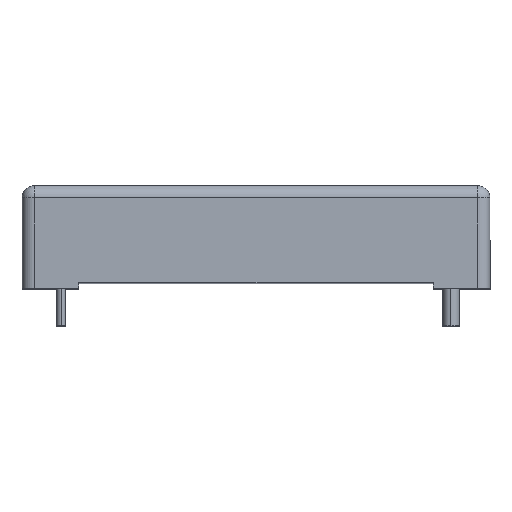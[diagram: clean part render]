
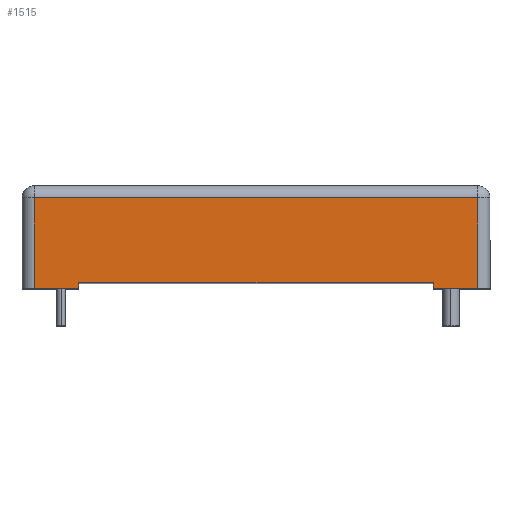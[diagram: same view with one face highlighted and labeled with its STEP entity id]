
A CAD part, top view. The second image highlights one B-rep face of the part: STEP entity #1515.
In plain terms, the highlighted planar face has unit normal (0, 0, 1).
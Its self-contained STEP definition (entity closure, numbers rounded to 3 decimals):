
#53 = EDGE_CURVE ( 'NONE', #2846, #243, #1419, .T. ) ;
#83 = VERTEX_POINT ( 'NONE', #2675 ) ;
#107 = CARTESIAN_POINT ( 'NONE',  ( 27.45, 11.2, 30.5 ) ) ;
#243 = VERTEX_POINT ( 'NONE', #107 ) ;
#312 = ORIENTED_EDGE ( 'NONE', *, *, #1778, .T. ) ;
#338 = VECTOR ( 'NONE', #653, 1000. ) ;
#347 = VECTOR ( 'NONE', #611, 1000. ) ;
#421 = PLANE ( 'NONE',  #1519 ) ;
#479 = CARTESIAN_POINT ( 'NONE',  ( -28.95, 0., 30.5 ) ) ;
#539 = VECTOR ( 'NONE', #1408, 1000. ) ;
#544 = VERTEX_POINT ( 'NONE', #2755 ) ;
#571 = EDGE_CURVE ( 'NONE', #2866, #83, #2281, .T. ) ;
#611 = DIRECTION ( 'NONE',  ( -1., 0., 0. ) ) ;
#623 = EDGE_CURVE ( 'NONE', #1403, #3024, #837, .T. ) ;
#630 = CARTESIAN_POINT ( 'NONE',  ( 21.95, 0.7, 30.5 ) ) ;
#653 = DIRECTION ( 'NONE',  ( 0., -1., 0. ) ) ;
#676 = ORIENTED_EDGE ( 'NONE', *, *, #53, .T. ) ;
#719 = CARTESIAN_POINT ( 'NONE',  ( -21.95, 0.7, 30.5 ) ) ;
#732 = LINE ( 'NONE', #1607, #2598 ) ;
#741 = VECTOR ( 'NONE', #1531, 1000. ) ;
#832 = CARTESIAN_POINT ( 'NONE',  ( -28.95, 0., 30.5 ) ) ;
#837 = LINE ( 'NONE', #1178, #539 ) ;
#888 = LINE ( 'NONE', #832, #741 ) ;
#912 = VECTOR ( 'NONE', #2329, 1000. ) ;
#1115 = VECTOR ( 'NONE', #2607, 1000. ) ;
#1178 = CARTESIAN_POINT ( 'NONE',  ( -21.95, 0.7, 30.5 ) ) ;
#1182 = EDGE_CURVE ( 'NONE', #2827, #1403, #1712, .T. ) ;
#1248 = ORIENTED_EDGE ( 'NONE', *, *, #1182, .F. ) ;
#1296 = CARTESIAN_POINT ( 'NONE',  ( -27.45, 11.2, 30.5 ) ) ;
#1319 = DIRECTION ( 'NONE',  ( -1., 0., 0. ) ) ;
#1377 = DIRECTION ( 'NONE',  ( 0., 0., -1. ) ) ;
#1403 = VERTEX_POINT ( 'NONE', #719 ) ;
#1408 = DIRECTION ( 'NONE',  ( 0., -1., 0. ) ) ;
#1419 = LINE ( 'NONE', #2393, #1581 ) ;
#1515 = ADVANCED_FACE ( 'NONE', ( #2774 ), #421, .F. ) ;
#1519 = AXIS2_PLACEMENT_3D ( 'NONE', #2077, #1377, #2578 ) ;
#1531 = DIRECTION ( 'NONE',  ( 1., 0., 0. ) ) ;
#1568 = EDGE_LOOP ( 'NONE', ( #1248, #1943, #2779, #676, #312, #3029, #1806, #1828 ) ) ;
#1581 = VECTOR ( 'NONE', #1938, 1000. ) ;
#1607 = CARTESIAN_POINT ( 'NONE',  ( -28.95, 11.2, 30.5 ) ) ;
#1621 = LINE ( 'NONE', #630, #338 ) ;
#1623 = CARTESIAN_POINT ( 'NONE',  ( -27.45, 12.7, 30.5 ) ) ;
#1655 = CARTESIAN_POINT ( 'NONE',  ( -21.95, 0., 30.5 ) ) ;
#1712 = LINE ( 'NONE', #2231, #347 ) ;
#1778 = EDGE_CURVE ( 'NONE', #243, #2866, #732, .T. ) ;
#1795 = CARTESIAN_POINT ( 'NONE',  ( 27.45, 0., 30.5 ) ) ;
#1806 = ORIENTED_EDGE ( 'NONE', *, *, #2810, .T. ) ;
#1809 = EDGE_CURVE ( 'NONE', #2827, #544, #1621, .T. ) ;
#1828 = ORIENTED_EDGE ( 'NONE', *, *, #623, .F. ) ;
#1938 = DIRECTION ( 'NONE',  ( 0., 1., 0. ) ) ;
#1943 = ORIENTED_EDGE ( 'NONE', *, *, #1809, .T. ) ;
#2077 = CARTESIAN_POINT ( 'NONE',  ( -28.95, 12.7, 30.5 ) ) ;
#2231 = CARTESIAN_POINT ( 'NONE',  ( -21.95, 0.7, 30.5 ) ) ;
#2281 = LINE ( 'NONE', #1623, #912 ) ;
#2329 = DIRECTION ( 'NONE',  ( 0., -1., 0. ) ) ;
#2338 = LINE ( 'NONE', #479, #1115 ) ;
#2393 = CARTESIAN_POINT ( 'NONE',  ( 27.45, 12.7, 30.5 ) ) ;
#2491 = CARTESIAN_POINT ( 'NONE',  ( 21.95, 0.7, 30.5 ) ) ;
#2578 = DIRECTION ( 'NONE',  ( -1., 0., 0. ) ) ;
#2592 = EDGE_CURVE ( 'NONE', #544, #2846, #2338, .T. ) ;
#2598 = VECTOR ( 'NONE', #1319, 1000. ) ;
#2607 = DIRECTION ( 'NONE',  ( 1., 0., 0. ) ) ;
#2675 = CARTESIAN_POINT ( 'NONE',  ( -27.45, 0., 30.5 ) ) ;
#2755 = CARTESIAN_POINT ( 'NONE',  ( 21.95, 0., 30.5 ) ) ;
#2774 = FACE_OUTER_BOUND ( 'NONE', #1568, .T. ) ;
#2779 = ORIENTED_EDGE ( 'NONE', *, *, #2592, .T. ) ;
#2810 = EDGE_CURVE ( 'NONE', #83, #3024, #888, .T. ) ;
#2827 = VERTEX_POINT ( 'NONE', #2491 ) ;
#2846 = VERTEX_POINT ( 'NONE', #1795 ) ;
#2866 = VERTEX_POINT ( 'NONE', #1296 ) ;
#3024 = VERTEX_POINT ( 'NONE', #1655 ) ;
#3029 = ORIENTED_EDGE ( 'NONE', *, *, #571, .T. ) ;
